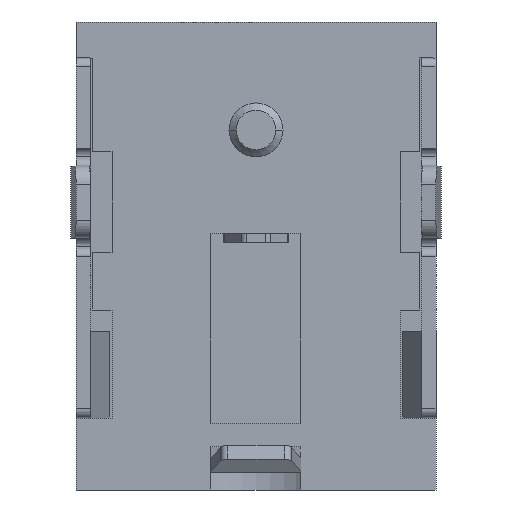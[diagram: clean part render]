
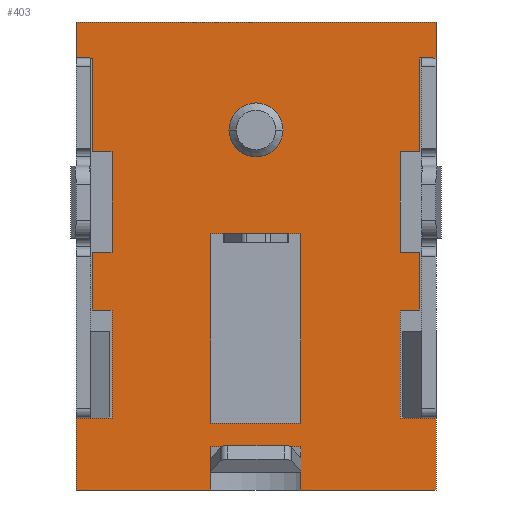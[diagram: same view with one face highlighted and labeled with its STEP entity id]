
A CAD part, front view. The second image highlights one B-rep face of the part: STEP entity #403.
In plain terms, the highlighted planar face has unit normal (0, -1, 0).
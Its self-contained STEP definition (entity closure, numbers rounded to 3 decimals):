
#403=ADVANCED_FACE('NONE',(#867,#868,#869),#870,.T.);
#867=FACE_OUTER_BOUND('',#1418,.T.);
#868=FACE_BOUND('',#1419,.T.);
#869=FACE_BOUND('',#1420,.T.);
#870=PLANE('',#1421);
#1418=EDGE_LOOP('',(#2493,#2494,#2495,#2496,#2497,#2498,#2499,#2500,#2501,#2502,#2503,#2504,#2505,#2506,#2507,#2508,#2509,#2510,#2511,#2512,#2513,#2514,#2515,#2516,#2517,#2518,#2519,#2520));
#1419=EDGE_LOOP('',(#2521,#2522,#2523,#2524));
#1420=EDGE_LOOP('',(#2525,#2526));
#1421=AXIS2_PLACEMENT_3D('',#2527,#2528,#2529);
#2493=ORIENTED_EDGE('',*,*,#3547,.F.);
#2494=ORIENTED_EDGE('',*,*,#3717,.F.);
#2495=ORIENTED_EDGE('',*,*,#3718,.T.);
#2496=ORIENTED_EDGE('',*,*,#3719,.T.);
#2497=ORIENTED_EDGE('',*,*,#3701,.T.);
#2498=ORIENTED_EDGE('',*,*,#3340,.F.);
#2499=ORIENTED_EDGE('',*,*,#3720,.F.);
#2500=ORIENTED_EDGE('',*,*,#3374,.F.);
#2501=ORIENTED_EDGE('',*,*,#3301,.F.);
#2502=ORIENTED_EDGE('',*,*,#3602,.F.);
#2503=ORIENTED_EDGE('',*,*,#3721,.F.);
#2504=ORIENTED_EDGE('',*,*,#3722,.F.);
#2505=ORIENTED_EDGE('',*,*,#3723,.F.);
#2506=ORIENTED_EDGE('',*,*,#3534,.F.);
#2507=ORIENTED_EDGE('',*,*,#3655,.T.);
#2508=ORIENTED_EDGE('',*,*,#3650,.F.);
#2509=ORIENTED_EDGE('',*,*,#3724,.F.);
#2510=ORIENTED_EDGE('',*,*,#3530,.F.);
#2511=ORIENTED_EDGE('',*,*,#3725,.F.);
#2512=ORIENTED_EDGE('',*,*,#3393,.F.);
#2513=ORIENTED_EDGE('',*,*,#3479,.F.);
#2514=ORIENTED_EDGE('',*,*,#3726,.F.);
#2515=ORIENTED_EDGE('',*,*,#3436,.F.);
#2516=ORIENTED_EDGE('',*,*,#3727,.F.);
#2517=ORIENTED_EDGE('',*,*,#3598,.F.);
#2518=ORIENTED_EDGE('',*,*,#3728,.F.);
#2519=ORIENTED_EDGE('',*,*,#3729,.F.);
#2520=ORIENTED_EDGE('',*,*,#3730,.T.);
#2521=ORIENTED_EDGE('',*,*,#3633,.F.);
#2522=ORIENTED_EDGE('',*,*,#3731,.F.);
#2523=ORIENTED_EDGE('',*,*,#3732,.F.);
#2524=ORIENTED_EDGE('',*,*,#3733,.F.);
#2525=ORIENTED_EDGE('',*,*,#3734,.F.);
#2526=ORIENTED_EDGE('',*,*,#3663,.F.);
#2527=CARTESIAN_POINT('',(-5.0,-5.0,-13.0));
#2528=DIRECTION('',(0.,-1.0,0.0));
#2529=DIRECTION('',(0.0,0.0,-1.0));
#3301=EDGE_CURVE('NONE',#3950,#3946,#3952,.T.);
#3340=EDGE_CURVE('NONE',#4022,#4023,#4024,.T.);
#3374=EDGE_CURVE('NONE',#3946,#4081,#4084,.T.);
#3393=EDGE_CURVE('NONE',#4115,#4111,#4117,.T.);
#3436=EDGE_CURVE('NONE',#4192,#4188,#4194,.T.);
#3479=EDGE_CURVE('NONE',#4260,#4115,#4262,.T.);
#3530=EDGE_CURVE('NONE',#4341,#4342,#4343,.T.);
#3534=EDGE_CURVE('NONE',#4348,#4350,#4351,.T.);
#3547=EDGE_CURVE('NONE',#4372,#4367,#4374,.T.);
#3598=EDGE_CURVE('NONE',#4450,#4446,#4452,.T.);
#3602=EDGE_CURVE('NONE',#4456,#3950,#4458,.T.);
#3633=EDGE_CURVE('NONE',#4502,#4503,#4504,.T.);
#3650=EDGE_CURVE('NONE',#4523,#4525,#4526,.T.);
#3655=EDGE_CURVE('NONE',#4348,#4525,#4533,.T.);
#3663=EDGE_CURVE('NONE',#4542,#4544,#4545,.T.);
#3701=EDGE_CURVE('NONE',#4595,#4023,#4596,.T.);
#3717=EDGE_CURVE('NONE',#4618,#4372,#4619,.T.);
#3718=EDGE_CURVE('NONE',#4618,#4620,#4621,.T.);
#3719=EDGE_CURVE('NONE',#4620,#4595,#4622,.T.);
#3720=EDGE_CURVE('NONE',#4081,#4022,#4623,.T.);
#3721=EDGE_CURVE('NONE',#4624,#4456,#4625,.T.);
#3722=EDGE_CURVE('NONE',#4626,#4624,#4627,.T.);
#3723=EDGE_CURVE('NONE',#4350,#4626,#4628,.T.);
#3724=EDGE_CURVE('NONE',#4342,#4523,#4629,.T.);
#3725=EDGE_CURVE('NONE',#4111,#4341,#4630,.T.);
#3726=EDGE_CURVE('NONE',#4188,#4260,#4631,.T.);
#3727=EDGE_CURVE('NONE',#4446,#4192,#4632,.T.);
#3728=EDGE_CURVE('NONE',#4633,#4450,#4634,.T.);
#3729=EDGE_CURVE('NONE',#4635,#4633,#4636,.T.);
#3730=EDGE_CURVE('NONE',#4635,#4367,#4637,.T.);
#3731=EDGE_CURVE('NONE',#4638,#4502,#4639,.T.);
#3732=EDGE_CURVE('NONE',#4640,#4638,#4641,.T.);
#3733=EDGE_CURVE('NONE',#4503,#4640,#4642,.T.);
#3734=EDGE_CURVE('NONE',#4544,#4542,#4643,.T.);
#3946=VERTEX_POINT('NONE',#4898);
#3950=VERTEX_POINT('NONE',#4904);
#3952=LINE('',#4907,#4908);
#4022=VERTEX_POINT('NONE',#5000);
#4023=VERTEX_POINT('NONE',#5001);
#4024=LINE('',#5002,#5003);
#4081=VERTEX_POINT('NONE',#5094);
#4084=LINE('',#5099,#5100);
#4111=VERTEX_POINT('NONE',#5131);
#4115=VERTEX_POINT('NONE',#5137);
#4117=LINE('',#5140,#5141);
#4188=VERTEX_POINT('NONE',#5228);
#4192=VERTEX_POINT('NONE',#5234);
#4194=LINE('',#5237,#5238);
#4260=VERTEX_POINT('NONE',#5343);
#4262=LINE('',#5346,#5347);
#4341=VERTEX_POINT('NONE',#5455);
#4342=VERTEX_POINT('NONE',#5456);
#4343=LINE('',#5457,#5458);
#4348=VERTEX_POINT('NONE',#5465);
#4350=VERTEX_POINT('NONE',#5468);
#4351=LINE('',#5469,#5470);
#4367=VERTEX_POINT('NONE',#5491);
#4372=VERTEX_POINT('NONE',#5498);
#4374=LINE('',#5501,#5502);
#4446=VERTEX_POINT('NONE',#5598);
#4450=VERTEX_POINT('NONE',#5604);
#4452=LINE('',#5607,#5608);
#4456=VERTEX_POINT('NONE',#5613);
#4458=LINE('',#5616,#5617);
#4502=VERTEX_POINT('NONE',#5676);
#4503=VERTEX_POINT('NONE',#5677);
#4504=LINE('',#5678,#5679);
#4523=VERTEX_POINT('NONE',#5705);
#4525=VERTEX_POINT('NONE',#5708);
#4526=LINE('',#5709,#5710);
#4533=LINE('',#5718,#5719);
#4542=VERTEX_POINT('NONE',#5732);
#4544=VERTEX_POINT('NONE',#5735);
#4545=CIRCLE('',#5736,0.75);
#4595=VERTEX_POINT('NONE',#5835);
#4596=LINE('',#5836,#5837);
#4618=VERTEX_POINT('NONE',#5878);
#4619=LINE('',#5879,#5880);
#4620=VERTEX_POINT('NONE',#5881);
#4621=LINE('',#5882,#5883);
#4622=LINE('',#5884,#5885);
#4623=LINE('',#5886,#5887);
#4624=VERTEX_POINT('NONE',#5888);
#4625=LINE('',#5889,#5890);
#4626=VERTEX_POINT('NONE',#5891);
#4627=LINE('',#5892,#5893);
#4628=LINE('',#5894,#5895);
#4629=LINE('',#5896,#5897);
#4630=LINE('',#5898,#5899);
#4631=LINE('',#5900,#5901);
#4632=LINE('',#5902,#5903);
#4633=VERTEX_POINT('NONE',#5904);
#4634=LINE('',#5905,#5906);
#4635=VERTEX_POINT('NONE',#5907);
#4636=LINE('',#5908,#5909);
#4637=LINE('',#5910,#5911);
#4638=VERTEX_POINT('NONE',#5912);
#4639=LINE('',#5913,#5914);
#4640=VERTEX_POINT('NONE',#5915);
#4641=LINE('',#5916,#5917);
#4642=LINE('',#5918,#5919);
#4643=CIRCLE('',#5920,0.75);
#4898=CARTESIAN_POINT('',(4.55,-5.0,-8.0));
#4904=CARTESIAN_POINT('',(4.55,-5.0,-6.4));
#4907=CARTESIAN_POINT('',(4.55,-5.0,-6.4));
#4908=VECTOR('',#6249,1000.0);
#5000=CARTESIAN_POINT('',(4.0,-5.0,-11.0));
#5001=CARTESIAN_POINT('',(5.0,-5.0,-11.0));
#5002=CARTESIAN_POINT('',(4.0,-5.0,-11.0));
#5003=VECTOR('',#6305,1000.0);
#5094=CARTESIAN_POINT('',(4.0,-5.0,-8.0));
#5099=CARTESIAN_POINT('',(4.55,-5.0,-8.0));
#5100=VECTOR('',#6341,1000.0);
#5131=CARTESIAN_POINT('',(-4.55,-5.0,-3.6));
#5137=CARTESIAN_POINT('',(-4.0,-5.0,-3.6));
#5140=CARTESIAN_POINT('',(-4.55,-5.0,-3.6));
#5141=VECTOR('',#6370,1000.0);
#5228=CARTESIAN_POINT('',(-4.55,-5.0,-6.4));
#5234=CARTESIAN_POINT('',(-4.55,-5.0,-8.0));
#5237=CARTESIAN_POINT('',(-4.55,-5.0,-6.4));
#5238=VECTOR('',#6438,1000.0);
#5343=CARTESIAN_POINT('',(-4.0,-5.0,-6.4));
#5346=CARTESIAN_POINT('',(-4.0,-5.0,-3.6));
#5347=VECTOR('',#6481,1000.0);
#5455=CARTESIAN_POINT('',(-4.55,-5.0,-1.0));
#5456=CARTESIAN_POINT('',(-5.0,-5.0,-1.));
#5457=CARTESIAN_POINT('',(-5.0,-5.0,-1.));
#5458=VECTOR('',#6538,1000.0);
#5465=CARTESIAN_POINT('',(5.0,-5.0,-1.0));
#5468=CARTESIAN_POINT('',(4.55,-5.0,-1.));
#5469=CARTESIAN_POINT('',(5.0,-5.0,-1.));
#5470=VECTOR('',#6542,1000.0);
#5491=CARTESIAN_POINT('',(-1.25,-5.0,-13.0));
#5498=CARTESIAN_POINT('',(-1.25,-5.0,-11.8));
#5501=CARTESIAN_POINT('',(-1.25,-5.0,-11.8));
#5502=VECTOR('',#6557,1000.0);
#5598=CARTESIAN_POINT('',(-4.0,-5.0,-8.0));
#5604=CARTESIAN_POINT('',(-4.0,-5.0,-11.0));
#5607=CARTESIAN_POINT('',(-4.0,-5.0,-8.0));
#5608=VECTOR('',#6624,1000.0);
#5613=CARTESIAN_POINT('',(4.0,-5.0,-6.4));
#5616=CARTESIAN_POINT('',(4.0,-5.0,-6.4));
#5617=VECTOR('',#6627,1000.0);
#5676=CARTESIAN_POINT('',(-1.25,-5.0,-5.875));
#5677=CARTESIAN_POINT('',(-1.25,-5.0,-11.15));
#5678=CARTESIAN_POINT('',(-1.25,-5.0,-11.15));
#5679=VECTOR('',#6658,1000.0);
#5705=CARTESIAN_POINT('',(-5.0,-5.0,0.0));
#5708=CARTESIAN_POINT('',(5.0,-5.0,0.0));
#5709=CARTESIAN_POINT('',(-5.0,-5.0,0.0));
#5710=VECTOR('',#6676,1000.0);
#5718=CARTESIAN_POINT('',(5.0,-5.0,-13.0));
#5719=VECTOR('',#6684,1000.0);
#5732=CARTESIAN_POINT('',(0.75,-5.0,-3.0));
#5735=CARTESIAN_POINT('',(-0.75,-5.0,-3.0));
#5736=AXIS2_PLACEMENT_3D('',#6690,#6691,#6692);
#5835=CARTESIAN_POINT('',(5.0,-5.0,-13.0));
#5836=CARTESIAN_POINT('',(5.0,-5.0,-13.0));
#5837=VECTOR('',#6729,1000.0);
#5878=CARTESIAN_POINT('',(1.25,-5.0,-11.8));
#5879=CARTESIAN_POINT('',(1.25,-5.0,-11.8));
#5880=VECTOR('',#6748,1000.0);
#5881=CARTESIAN_POINT('',(1.25,-5.0,-13.0));
#5882=CARTESIAN_POINT('',(1.25,-5.0,-11.8));
#5883=VECTOR('',#6749,1000.0);
#5884=CARTESIAN_POINT('',(-5.0,-5.0,-13.0));
#5885=VECTOR('',#6750,1000.0);
#5886=CARTESIAN_POINT('',(4.0,-5.0,-8.0));
#5887=VECTOR('',#6751,1000.0);
#5888=CARTESIAN_POINT('',(4.0,-5.0,-3.6));
#5889=CARTESIAN_POINT('',(4.0,-5.0,-3.6));
#5890=VECTOR('',#6752,1000.0);
#5891=CARTESIAN_POINT('',(4.55,-5.0,-3.6));
#5892=CARTESIAN_POINT('',(4.55,-5.0,-3.6));
#5893=VECTOR('',#6753,1000.0);
#5894=CARTESIAN_POINT('',(4.55,-5.0,-1.));
#5895=VECTOR('',#6754,1000.0);
#5896=CARTESIAN_POINT('',(-5.0,-5.0,-13.0));
#5897=VECTOR('',#6755,1000.0);
#5898=CARTESIAN_POINT('',(-4.55,-5.0,-1.0));
#5899=VECTOR('',#6756,1000.0);
#5900=CARTESIAN_POINT('',(-4.0,-5.0,-6.4));
#5901=VECTOR('',#6757,1000.0);
#5902=CARTESIAN_POINT('',(-4.55,-5.0,-8.0));
#5903=VECTOR('',#6758,1000.0);
#5904=CARTESIAN_POINT('',(-5.0,-5.0,-11.0));
#5905=CARTESIAN_POINT('',(-4.0,-5.0,-11.0));
#5906=VECTOR('',#6759,1000.0);
#5907=CARTESIAN_POINT('',(-5.0,-5.0,-13.0));
#5908=CARTESIAN_POINT('',(-5.0,-5.0,-13.0));
#5909=VECTOR('',#6760,1000.0);
#5910=CARTESIAN_POINT('',(-5.0,-5.0,-13.0));
#5911=VECTOR('',#6761,1000.0);
#5912=CARTESIAN_POINT('',(1.25,-5.0,-5.875));
#5913=CARTESIAN_POINT('',(-1.25,-5.0,-5.875));
#5914=VECTOR('',#6762,1000.0);
#5915=CARTESIAN_POINT('',(1.25,-5.0,-11.15));
#5916=CARTESIAN_POINT('',(1.25,-5.0,-11.15));
#5917=VECTOR('',#6763,1000.0);
#5918=CARTESIAN_POINT('',(-1.25,-5.0,-11.15));
#5919=VECTOR('',#6764,1000.0);
#5920=AXIS2_PLACEMENT_3D('',#6765,#6766,#6767);
#6249=DIRECTION('',(0.0,0.0,-1.0));
#6305=DIRECTION('',(1.0,0.,0.0));
#6341=DIRECTION('',(-1.0,0.0,0.0));
#6370=DIRECTION('',(-1.0,-0.0,-0.0));
#6438=DIRECTION('',(-0.0,-0.0,1.0));
#6481=DIRECTION('',(-0.0,-0.0,1.0));
#6538=DIRECTION('',(-1.0,0.,0.));
#6542=DIRECTION('',(-1.0,0.,0.));
#6557=DIRECTION('',(-0.0,-0.0,-1.0));
#6624=DIRECTION('',(-0.0,-0.0,1.0));
#6627=DIRECTION('',(1.0,0.0,0.0));
#6658=DIRECTION('',(-0.0,-0.0,-1.0));
#6676=DIRECTION('',(1.0,0.,0.0));
#6684=DIRECTION('',(0.0,0.0,1.0));
#6690=CARTESIAN_POINT('',(0.,-5.0,-3.0));
#6691=DIRECTION('',(0.0,-1.0,0.0));
#6692=DIRECTION('',(1.0,0.0,0.0));
#6729=DIRECTION('',(0.0,0.0,1.0));
#6748=DIRECTION('',(-1.0,0.0,0.0));
#6749=DIRECTION('',(-0.0,-0.0,-1.0));
#6750=DIRECTION('',(1.0,0.,0.0));
#6751=DIRECTION('',(0.,0.0,-1.0));
#6752=DIRECTION('',(0.0,0.0,-1.0));
#6753=DIRECTION('',(-1.0,0.0,0.));
#6754=DIRECTION('',(0.,0.0,-1.0));
#6755=DIRECTION('',(0.0,0.0,1.0));
#6756=DIRECTION('',(-0.0,-0.0,1.0));
#6757=DIRECTION('',(1.0,-0.0,-0.0));
#6758=DIRECTION('',(-1.0,-0.0,-0.0));
#6759=DIRECTION('',(1.0,0.,-0.0));
#6760=DIRECTION('',(0.0,0.0,1.0));
#6761=DIRECTION('',(1.0,0.,0.0));
#6762=DIRECTION('',(-1.0,-0.0,-0.0));
#6763=DIRECTION('',(0.0,0.0,1.0));
#6764=DIRECTION('',(1.0,0.0,0.0));
#6765=CARTESIAN_POINT('',(0.,-5.0,-3.0));
#6766=DIRECTION('',(0.0,-1.0,0.0));
#6767=DIRECTION('',(1.0,0.0,0.0));
